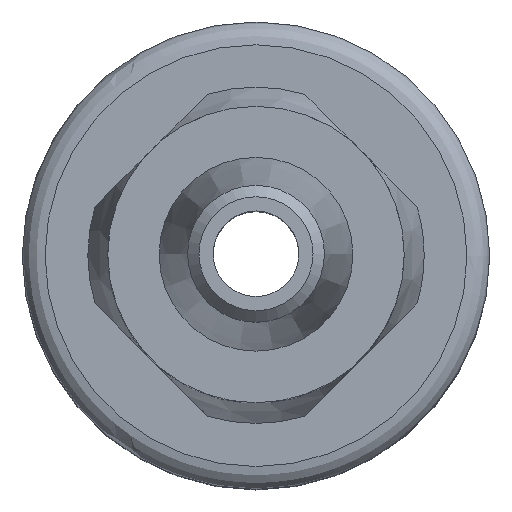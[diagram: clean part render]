
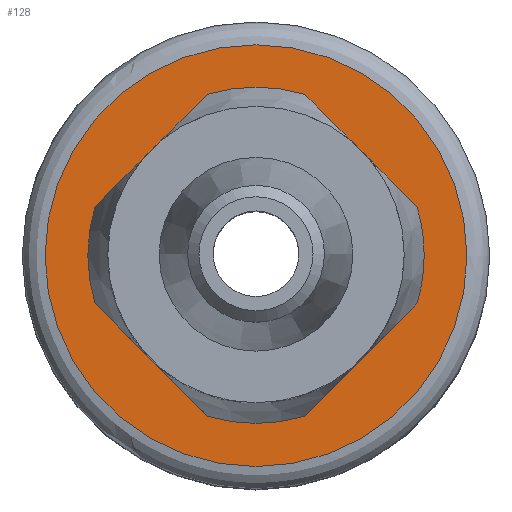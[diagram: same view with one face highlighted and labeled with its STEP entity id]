
A CAD part, top view. The second image highlights one B-rep face of the part: STEP entity #128.
In plain terms, the highlighted planar face has unit normal (0, 0, 1).
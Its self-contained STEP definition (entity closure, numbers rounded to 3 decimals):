
#89=PLANE('',#721);
#128=ADVANCED_FACE('',(#169,#170),#89,.T.);
#169=FACE_BOUND('',#228,.T.);
#170=FACE_BOUND('',#229,.T.);
#228=EDGE_LOOP('',(#341));
#229=EDGE_LOOP('',(#342));
#341=ORIENTED_EDGE('',*,*,#460,.F.);
#342=ORIENTED_EDGE('',*,*,#492,.F.);
#408=VERTEX_POINT('',#982);
#431=VERTEX_POINT('',#1107);
#460=EDGE_CURVE('',#408,#408,#538,.T.);
#492=EDGE_CURVE('',#431,#431,#547,.T.);
#538=CIRCLE('',#697,2.6);
#547=CIRCLE('',#720,3.7);
#697=AXIS2_PLACEMENT_3D('',#981,#793,#794);
#720=AXIS2_PLACEMENT_3D('',#1106,#846,#847);
#721=AXIS2_PLACEMENT_3D('',#1108,#848,#849);
#793=DIRECTION('',(0.,0.,1.));
#794=DIRECTION('',(1.,0.,0.));
#846=DIRECTION('',(0.,0.,-1.));
#847=DIRECTION('',(1.,0.,0.));
#848=DIRECTION('',(0.,0.,1.));
#849=DIRECTION('',(0.,-1.,0.));
#981=CARTESIAN_POINT('',(0.,0.,6.2));
#982=CARTESIAN_POINT('',(2.6,0.,6.2));
#1106=CARTESIAN_POINT('',(0.,0.,6.2));
#1107=CARTESIAN_POINT('',(3.7,0.,6.2));
#1108=CARTESIAN_POINT('',(-4.07,4.07,6.2));
